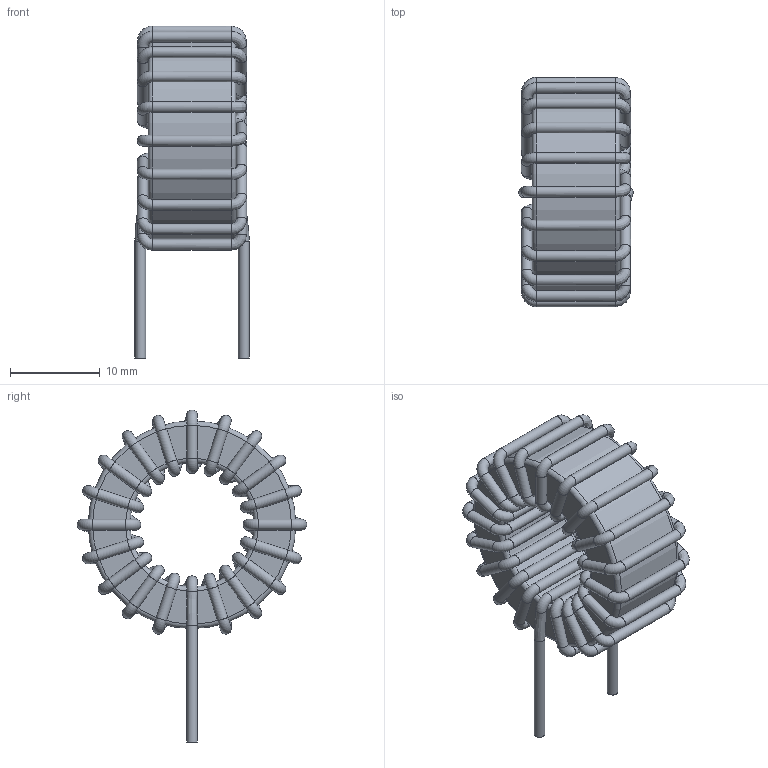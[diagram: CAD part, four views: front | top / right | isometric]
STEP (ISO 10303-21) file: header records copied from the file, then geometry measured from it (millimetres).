
FILE_DESCRIPTION(/* description */ ('Unknown'),/* implementation_level */ '2;1');
FILE_NAME(/* name */ 'L_Wurth_WE-SI_744150',/* time_stamp */ '2022-03-07T13:48:14+08:00',/* author */ ('Unknown'),/* organization */ ('Unknown'),/* preprocessor_version */ 'ST-DEVELOPER v16.7',/* originating_system */ 'Solid Edge',/* authorisation */ 'Unknown');
FILE_SCHEMA (('AUTOMOTIVE_DESIGN {1 0 10303 214 3 1 1}'));
Length unit declared in the file: millimetre
Products named in the file (2): L_Wurth_WE-SI_744150
Assembly tree (1 placements, depth 2):
  L_Wurth_WE-SI_744150
    L_Wurth_WE-SI_744150
Bounding box: 12.7 x 25.52 x 36.92 mm (x, y, z)
Volume: 3356.2 mm3; surface area: 4107 mm2
Topology: 2 solids, 2 shells, 169 faces, 337 edges, 172 vertices
Faces by surface type: cylinder 81, torus 43, bspline 41, plane 4
Full cylindrical faces by diameter (mm): 1.2 x79, 13.8 x1, 23.1 x1
Entity records: 9055 total; most frequent: CARTESIAN_POINT 5317, DIRECTION 440, ORIENTED_EDGE 336, EDGE_LOOP 336, FACE_BOUND 336, AXIS2_PLACEMENT_3D 220, STYLED_ITEM 169, PRESENTATION_STYLE_ASSIGNMENT 169
